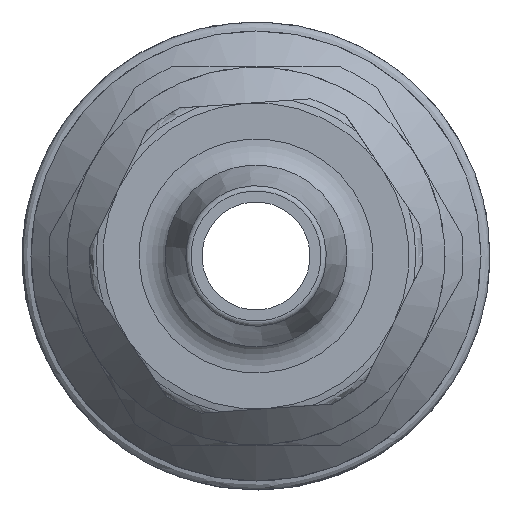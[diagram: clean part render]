
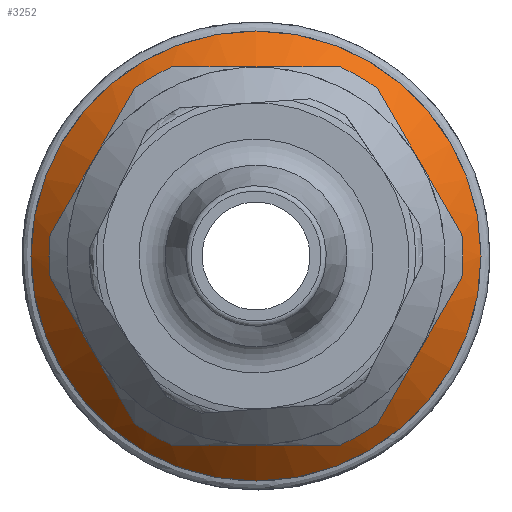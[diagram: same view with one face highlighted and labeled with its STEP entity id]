
A CAD part, left-side view. The second image highlights one B-rep face of the part: STEP entity #3252.
In plain terms, the highlighted conical face has half-angle 45 degrees and reference radius 12 mm.
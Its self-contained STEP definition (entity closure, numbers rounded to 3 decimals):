
#178=FACE_BOUND('',#894,.T.);
#677=FACE_OUTER_BOUND('',#893,.T.);
#893=EDGE_LOOP('',(#2622));
#894=EDGE_LOOP('',(#2623,#2624,#2625,#2626,#2627,#2628,#2629,#2630,#2631,
#2632,#2633,#2634,#2635,#2636,#2637,#2638,#2639,#2640));
#1150=CIRCLE('',#3508,11.5);
#1151=CIRCLE('',#3510,11.5);
#1153=CIRCLE('',#3513,11.5);
#1155=CIRCLE('',#3516,11.5);
#1157=CIRCLE('',#3519,11.5);
#1164=CIRCLE('',#3533,12.5);
#1165=CIRCLE('',#3534,11.5);
#1330=(
BOUNDED_CURVE()
B_SPLINE_CURVE(2,(#5197,#5198,#5199),.UNSPECIFIED.,.F.,.F.)
B_SPLINE_CURVE_WITH_KNOTS((3,3),(0.,0.482),.UNSPECIFIED.)
CURVE()
GEOMETRIC_REPRESENTATION_ITEM()
RATIONAL_B_SPLINE_CURVE((1.,1.024,1.))
REPRESENTATION_ITEM('')
);
#1331=(
BOUNDED_CURVE()
B_SPLINE_CURVE(2,(#5201,#5202,#5203),.UNSPECIFIED.,.F.,.F.)
B_SPLINE_CURVE_WITH_KNOTS((3,3),(0.482,0.964),
 .UNSPECIFIED.)
CURVE()
GEOMETRIC_REPRESENTATION_ITEM()
RATIONAL_B_SPLINE_CURVE((1.,1.024,1.))
REPRESENTATION_ITEM('')
);
#1334=(
BOUNDED_CURVE()
B_SPLINE_CURVE(2,(#5218,#5219,#5220),.UNSPECIFIED.,.F.,.F.)
B_SPLINE_CURVE_WITH_KNOTS((3,3),(0.482,0.964),
 .UNSPECIFIED.)
CURVE()
GEOMETRIC_REPRESENTATION_ITEM()
RATIONAL_B_SPLINE_CURVE((1.,1.024,1.))
REPRESENTATION_ITEM('')
);
#1337=(
BOUNDED_CURVE()
B_SPLINE_CURVE(2,(#5233,#5234,#5235),.UNSPECIFIED.,.F.,.F.)
B_SPLINE_CURVE_WITH_KNOTS((3,3),(0.,0.482),.UNSPECIFIED.)
CURVE()
GEOMETRIC_REPRESENTATION_ITEM()
RATIONAL_B_SPLINE_CURVE((1.,1.024,1.))
REPRESENTATION_ITEM('')
);
#1338=(
BOUNDED_CURVE()
B_SPLINE_CURVE(2,(#5239,#5240,#5241),.UNSPECIFIED.,.F.,.F.)
B_SPLINE_CURVE_WITH_KNOTS((3,3),(0.,0.482),.UNSPECIFIED.)
CURVE()
GEOMETRIC_REPRESENTATION_ITEM()
RATIONAL_B_SPLINE_CURVE((1.,1.024,1.))
REPRESENTATION_ITEM('')
);
#1339=(
BOUNDED_CURVE()
B_SPLINE_CURVE(2,(#5243,#5244,#5245),.UNSPECIFIED.,.F.,.F.)
B_SPLINE_CURVE_WITH_KNOTS((3,3),(0.482,0.964),
 .UNSPECIFIED.)
CURVE()
GEOMETRIC_REPRESENTATION_ITEM()
RATIONAL_B_SPLINE_CURVE((1.,1.024,1.))
REPRESENTATION_ITEM('')
);
#1342=(
BOUNDED_CURVE()
B_SPLINE_CURVE(2,(#5260,#5261,#5262),.UNSPECIFIED.,.F.,.F.)
B_SPLINE_CURVE_WITH_KNOTS((3,3),(0.482,0.964),
 .UNSPECIFIED.)
CURVE()
GEOMETRIC_REPRESENTATION_ITEM()
RATIONAL_B_SPLINE_CURVE((1.,1.024,1.))
REPRESENTATION_ITEM('')
);
#1345=(
BOUNDED_CURVE()
B_SPLINE_CURVE(2,(#5275,#5276,#5277),.UNSPECIFIED.,.F.,.F.)
B_SPLINE_CURVE_WITH_KNOTS((3,3),(0.,0.482),.UNSPECIFIED.)
CURVE()
GEOMETRIC_REPRESENTATION_ITEM()
RATIONAL_B_SPLINE_CURVE((1.,1.024,1.))
REPRESENTATION_ITEM('')
);
#1346=(
BOUNDED_CURVE()
B_SPLINE_CURVE(2,(#5281,#5282,#5283),.UNSPECIFIED.,.F.,.F.)
B_SPLINE_CURVE_WITH_KNOTS((3,3),(0.,0.482),.UNSPECIFIED.)
CURVE()
GEOMETRIC_REPRESENTATION_ITEM()
RATIONAL_B_SPLINE_CURVE((1.,1.024,1.))
REPRESENTATION_ITEM('')
);
#1347=(
BOUNDED_CURVE()
B_SPLINE_CURVE(2,(#5285,#5286,#5287),.UNSPECIFIED.,.F.,.F.)
B_SPLINE_CURVE_WITH_KNOTS((3,3),(0.482,0.964),
 .UNSPECIFIED.)
CURVE()
GEOMETRIC_REPRESENTATION_ITEM()
RATIONAL_B_SPLINE_CURVE((1.,1.024,1.))
REPRESENTATION_ITEM('')
);
#1352=(
BOUNDED_CURVE()
B_SPLINE_CURVE(2,(#5339,#5340,#5341),.UNSPECIFIED.,.F.,.F.)
B_SPLINE_CURVE_WITH_KNOTS((3,3),(0.482,0.964),
 .UNSPECIFIED.)
CURVE()
GEOMETRIC_REPRESENTATION_ITEM()
RATIONAL_B_SPLINE_CURVE((1.,1.024,1.))
REPRESENTATION_ITEM('')
);
#1353=(
BOUNDED_CURVE()
B_SPLINE_CURVE(2,(#5342,#5343,#5344),.UNSPECIFIED.,.F.,.F.)
B_SPLINE_CURVE_WITH_KNOTS((3,3),(0.,0.482),.UNSPECIFIED.)
CURVE()
GEOMETRIC_REPRESENTATION_ITEM()
RATIONAL_B_SPLINE_CURVE((1.,1.024,1.))
REPRESENTATION_ITEM('')
);
#1514=VERTEX_POINT('',#5195);
#1515=VERTEX_POINT('',#5196);
#1516=VERTEX_POINT('',#5200);
#1520=VERTEX_POINT('',#5216);
#1521=VERTEX_POINT('',#5217);
#1525=VERTEX_POINT('',#5231);
#1526=VERTEX_POINT('',#5237);
#1527=VERTEX_POINT('',#5238);
#1528=VERTEX_POINT('',#5242);
#1532=VERTEX_POINT('',#5258);
#1533=VERTEX_POINT('',#5259);
#1537=VERTEX_POINT('',#5273);
#1538=VERTEX_POINT('',#5279);
#1539=VERTEX_POINT('',#5280);
#1540=VERTEX_POINT('',#5284);
#1545=VERTEX_POINT('',#5302);
#1546=VERTEX_POINT('',#5306);
#1549=VERTEX_POINT('',#5338);
#1550=VERTEX_POINT('',#5346);
#1907=EDGE_CURVE('',#1514,#1515,#1330,.T.);
#1908=EDGE_CURVE('',#1515,#1516,#1331,.T.);
#1913=EDGE_CURVE('',#1520,#1521,#1334,.T.);
#1918=EDGE_CURVE('',#1525,#1520,#1337,.T.);
#1919=EDGE_CURVE('',#1526,#1527,#1338,.T.);
#1920=EDGE_CURVE('',#1527,#1528,#1339,.T.);
#1925=EDGE_CURVE('',#1532,#1533,#1342,.T.);
#1930=EDGE_CURVE('',#1537,#1532,#1345,.T.);
#1931=EDGE_CURVE('',#1538,#1539,#1346,.T.);
#1932=EDGE_CURVE('',#1539,#1540,#1347,.T.);
#1939=EDGE_CURVE('',#1537,#1545,#1150,.T.);
#1940=EDGE_CURVE('',#1546,#1540,#1151,.T.);
#1943=EDGE_CURVE('',#1538,#1528,#1153,.T.);
#1945=EDGE_CURVE('',#1526,#1516,#1155,.T.);
#1947=EDGE_CURVE('',#1514,#1521,#1157,.T.);
#1956=EDGE_CURVE('',#1549,#1545,#1352,.T.);
#1957=EDGE_CURVE('',#1546,#1549,#1353,.T.);
#1958=EDGE_CURVE('',#1550,#1550,#1164,.T.);
#1959=EDGE_CURVE('',#1525,#1533,#1165,.T.);
#2622=ORIENTED_EDGE('',*,*,#1958,.F.);
#2623=ORIENTED_EDGE('',*,*,#1940,.T.);
#2624=ORIENTED_EDGE('',*,*,#1932,.F.);
#2625=ORIENTED_EDGE('',*,*,#1931,.F.);
#2626=ORIENTED_EDGE('',*,*,#1943,.T.);
#2627=ORIENTED_EDGE('',*,*,#1920,.F.);
#2628=ORIENTED_EDGE('',*,*,#1919,.F.);
#2629=ORIENTED_EDGE('',*,*,#1945,.T.);
#2630=ORIENTED_EDGE('',*,*,#1908,.F.);
#2631=ORIENTED_EDGE('',*,*,#1907,.F.);
#2632=ORIENTED_EDGE('',*,*,#1947,.T.);
#2633=ORIENTED_EDGE('',*,*,#1913,.F.);
#2634=ORIENTED_EDGE('',*,*,#1918,.F.);
#2635=ORIENTED_EDGE('',*,*,#1959,.T.);
#2636=ORIENTED_EDGE('',*,*,#1925,.F.);
#2637=ORIENTED_EDGE('',*,*,#1930,.F.);
#2638=ORIENTED_EDGE('',*,*,#1939,.T.);
#2639=ORIENTED_EDGE('',*,*,#1956,.F.);
#2640=ORIENTED_EDGE('',*,*,#1957,.F.);
#3160=CONICAL_SURFACE('',#3532,12.,45.);
#3252=ADVANCED_FACE('',(#677,#178),#3160,.T.);
#3508=AXIS2_PLACEMENT_3D('',#5304,#4129,#4130);
#3510=AXIS2_PLACEMENT_3D('',#5307,#4133,#4134);
#3513=AXIS2_PLACEMENT_3D('',#5312,#4140,#4141);
#3516=AXIS2_PLACEMENT_3D('',#5315,#4146,#4147);
#3519=AXIS2_PLACEMENT_3D('',#5318,#4152,#4153);
#3532=AXIS2_PLACEMENT_3D('',#5345,#4178,#4179);
#3533=AXIS2_PLACEMENT_3D('',#5347,#4180,#4181);
#3534=AXIS2_PLACEMENT_3D('',#5348,#4182,#4183);
#4129=DIRECTION('center_axis',(1.,0.,0.));
#4130=DIRECTION('ref_axis',(0.,1.,0.));
#4133=DIRECTION('center_axis',(1.,0.,0.));
#4134=DIRECTION('ref_axis',(0.,1.,0.));
#4140=DIRECTION('center_axis',(1.,0.,0.));
#4141=DIRECTION('ref_axis',(0.,1.,0.));
#4146=DIRECTION('center_axis',(1.,0.,0.));
#4147=DIRECTION('ref_axis',(0.,1.,0.));
#4152=DIRECTION('center_axis',(1.,0.,0.));
#4153=DIRECTION('ref_axis',(0.,1.,0.));
#4178=DIRECTION('center_axis',(1.,0.,0.));
#4179=DIRECTION('ref_axis',(0.,1.,0.));
#4180=DIRECTION('center_axis',(1.,0.,0.));
#4181=DIRECTION('ref_axis',(0.,1.,0.));
#4182=DIRECTION('center_axis',(1.,0.,0.));
#4183=DIRECTION('ref_axis',(0.,1.,0.));
#5195=CARTESIAN_POINT('',(10.2,4.69,-10.5));
#5196=CARTESIAN_POINT('',(9.2,0.,-10.5));
#5197=CARTESIAN_POINT('Ctrl Pts',(10.2,4.69,-10.5));
#5198=CARTESIAN_POINT('Ctrl Pts',(9.2,2.239,-10.5));
#5199=CARTESIAN_POINT('Ctrl Pts',(9.2,0.,-10.5));
#5200=CARTESIAN_POINT('',(10.2,-4.69,-10.5));
#5201=CARTESIAN_POINT('Ctrl Pts',(9.2,0.,-10.5));
#5202=CARTESIAN_POINT('Ctrl Pts',(9.2,-2.239,-10.5));
#5203=CARTESIAN_POINT('Ctrl Pts',(10.2,-4.69,-10.5));
#5216=CARTESIAN_POINT('',(9.2,9.093,-5.25));
#5217=CARTESIAN_POINT('',(10.2,6.748,-9.312));
#5218=CARTESIAN_POINT('Ctrl Pts',(9.2,9.093,-5.25));
#5219=CARTESIAN_POINT('Ctrl Pts',(9.2,7.974,-7.189));
#5220=CARTESIAN_POINT('Ctrl Pts',(10.2,6.748,-9.312));
#5231=CARTESIAN_POINT('',(10.2,11.438,-1.188));
#5233=CARTESIAN_POINT('Ctrl Pts',(10.2,11.438,-1.188));
#5234=CARTESIAN_POINT('Ctrl Pts',(9.2,10.213,-3.311));
#5235=CARTESIAN_POINT('Ctrl Pts',(9.2,9.093,-5.25));
#5237=CARTESIAN_POINT('',(10.2,-6.748,-9.312));
#5238=CARTESIAN_POINT('',(9.2,-9.093,-5.25));
#5239=CARTESIAN_POINT('Ctrl Pts',(10.2,-6.748,-9.312));
#5240=CARTESIAN_POINT('Ctrl Pts',(9.2,-7.974,-7.189));
#5241=CARTESIAN_POINT('Ctrl Pts',(9.2,-9.093,-5.25));
#5242=CARTESIAN_POINT('',(10.2,-11.438,-1.188));
#5243=CARTESIAN_POINT('Ctrl Pts',(9.2,-9.093,-5.25));
#5244=CARTESIAN_POINT('Ctrl Pts',(9.2,-10.213,-3.311));
#5245=CARTESIAN_POINT('Ctrl Pts',(10.2,-11.438,-1.188));
#5258=CARTESIAN_POINT('',(9.2,9.093,5.25));
#5259=CARTESIAN_POINT('',(10.2,11.438,1.188));
#5260=CARTESIAN_POINT('Ctrl Pts',(9.2,9.093,5.25));
#5261=CARTESIAN_POINT('Ctrl Pts',(9.2,10.213,3.311));
#5262=CARTESIAN_POINT('Ctrl Pts',(10.2,11.438,1.188));
#5273=CARTESIAN_POINT('',(10.2,6.748,9.312));
#5275=CARTESIAN_POINT('Ctrl Pts',(10.2,6.748,9.312));
#5276=CARTESIAN_POINT('Ctrl Pts',(9.2,7.974,7.189));
#5277=CARTESIAN_POINT('Ctrl Pts',(9.2,9.093,5.25));
#5279=CARTESIAN_POINT('',(10.2,-11.438,1.188));
#5280=CARTESIAN_POINT('',(9.2,-9.093,5.25));
#5281=CARTESIAN_POINT('Ctrl Pts',(10.2,-11.438,1.188));
#5282=CARTESIAN_POINT('Ctrl Pts',(9.2,-10.213,3.311));
#5283=CARTESIAN_POINT('Ctrl Pts',(9.2,-9.093,5.25));
#5284=CARTESIAN_POINT('',(10.2,-6.748,9.312));
#5285=CARTESIAN_POINT('Ctrl Pts',(9.2,-9.093,5.25));
#5286=CARTESIAN_POINT('Ctrl Pts',(9.2,-7.974,7.189));
#5287=CARTESIAN_POINT('Ctrl Pts',(10.2,-6.748,9.312));
#5302=CARTESIAN_POINT('',(10.2,4.69,10.5));
#5304=CARTESIAN_POINT('Origin',(10.2,0.,0.));
#5306=CARTESIAN_POINT('',(10.2,-4.69,10.5));
#5307=CARTESIAN_POINT('Origin',(10.2,0.,0.));
#5312=CARTESIAN_POINT('Origin',(10.2,0.,0.));
#5315=CARTESIAN_POINT('Origin',(10.2,0.,0.));
#5318=CARTESIAN_POINT('Origin',(10.2,0.,0.));
#5338=CARTESIAN_POINT('',(9.2,0.,10.5));
#5339=CARTESIAN_POINT('Ctrl Pts',(9.2,0.,10.5));
#5340=CARTESIAN_POINT('Ctrl Pts',(9.2,2.239,10.5));
#5341=CARTESIAN_POINT('Ctrl Pts',(10.2,4.69,10.5));
#5342=CARTESIAN_POINT('Ctrl Pts',(10.2,-4.69,10.5));
#5343=CARTESIAN_POINT('Ctrl Pts',(9.2,-2.239,10.5));
#5344=CARTESIAN_POINT('Ctrl Pts',(9.2,0.,10.5));
#5345=CARTESIAN_POINT('Origin',(10.7,0.,0.));
#5346=CARTESIAN_POINT('',(11.2,12.5,0.));
#5347=CARTESIAN_POINT('Origin',(11.2,0.,0.));
#5348=CARTESIAN_POINT('Origin',(10.2,0.,0.));
